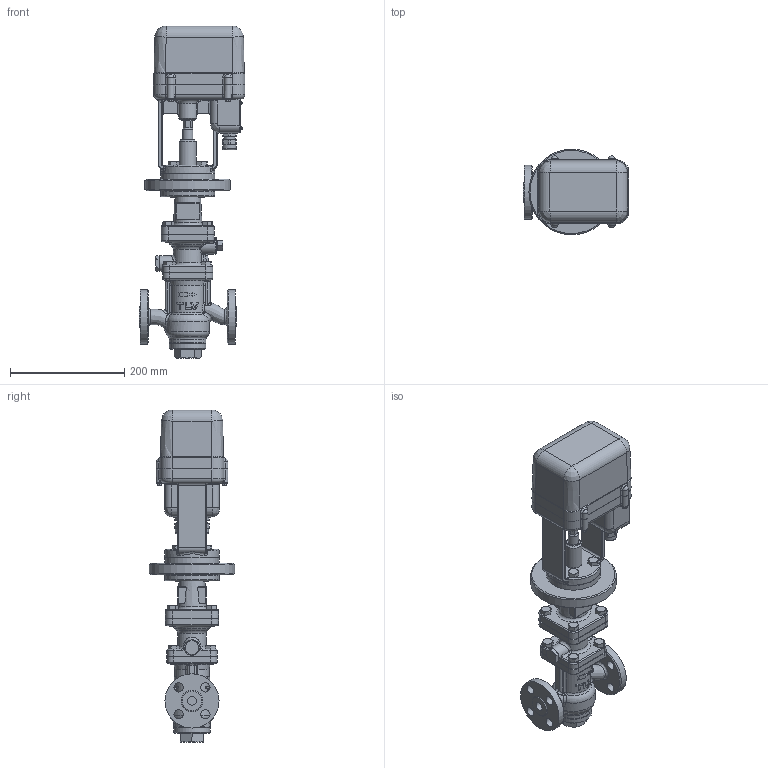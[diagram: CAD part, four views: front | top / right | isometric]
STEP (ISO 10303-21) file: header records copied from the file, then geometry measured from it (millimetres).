
FILE_DESCRIPTION(/* description */ (''),/* implementation_level */ '2;1');
FILE_NAME(/* name */ 'ccr16-015-a0300-00.stp',/* time_stamp */ '2018-01-17T11:18:31+09:00',/* author */ ('nakaot'),/* organization */ (''),/* preprocessor_version */ 'ST-DEVELOPER v15.6',/* originating_system */ 'Autodesk Inventor 2015',/* authorisation */ '');
FILE_SCHEMA (('CONFIG_CONTROL_DESIGN'));
Products named in the file (1): ccr16-015-a0300-00
Bounding box: 185 x 150 x 582 mm (x, y, z)
Volume: 4521642.1 mm3; surface area: 415942.1 mm2
Topology: 2 solids, 4 shells, 1202 faces, 2815 edges, 1686 vertices
Faces by surface type: plane 475, cylinder 300, bspline 172, cone 146, torus 91, sphere 18
Full cylindrical faces by diameter (mm): 2.459 x8, 4.6 x4, 5.3 x4, 7 x4, 10 x24, 12 x16, 15 x2, 16 x8, 18 x1, 18.631 x2, 20 x2, 23 x1, 24 x2, 27 x1, 30 x2, 32 x1, 45 x1, 50 x1, 64 x2, 67.531 x1, 67.717 x1, 95 x5, 150 x1
Entity records: 47522 total; most frequent: CARTESIAN_POINT 22261, ORIENTED_EDGE 5258, DIRECTION 4985, EDGE_CURVE 2629, AXIS2_PLACEMENT_3D 1995, VERTEX_POINT 1651, EDGE_LOOP 1470, FACE_OUTER_BOUND 1202
